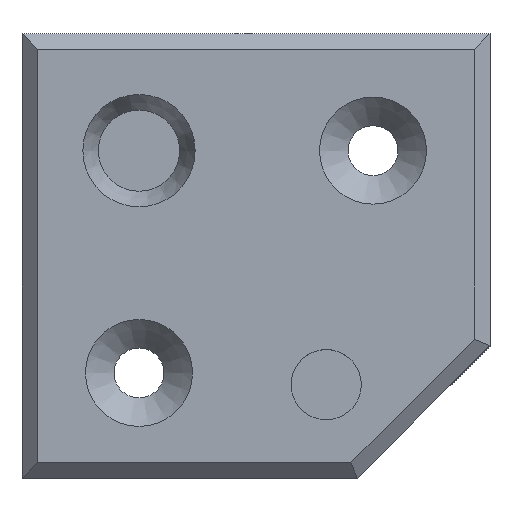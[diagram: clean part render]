
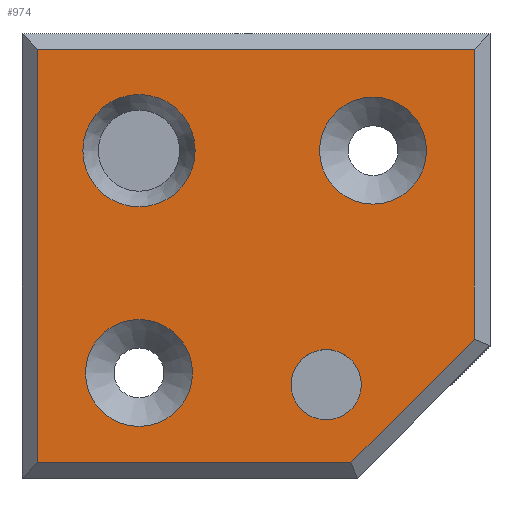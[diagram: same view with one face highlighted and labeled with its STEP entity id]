
A CAD part, top view. The second image highlights one B-rep face of the part: STEP entity #974.
In plain terms, the highlighted planar face has unit normal (0, 0, 1).
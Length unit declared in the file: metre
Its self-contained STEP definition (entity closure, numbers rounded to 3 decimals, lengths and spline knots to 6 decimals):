
#78=CIRCLE('',#1060,0.006855);
#79=CIRCLE('',#1061,0.006855);
#80=CIRCLE('',#1062,0.0072);
#81=CIRCLE('',#1063,0.0045);
#190=ORIENTED_EDGE('',*,*,#427,.F.);
#191=ORIENTED_EDGE('',*,*,#428,.F.);
#192=ORIENTED_EDGE('',*,*,#429,.F.);
#193=ORIENTED_EDGE('',*,*,#430,.F.);
#194=ORIENTED_EDGE('',*,*,#431,.T.);
#195=ORIENTED_EDGE('',*,*,#432,.T.);
#196=ORIENTED_EDGE('',*,*,#433,.T.);
#197=ORIENTED_EDGE('',*,*,#434,.T.);
#198=ORIENTED_EDGE('',*,*,#435,.T.);
#427=EDGE_CURVE('',#545,#545,#78,.T.);
#428=EDGE_CURVE('',#546,#546,#79,.T.);
#429=EDGE_CURVE('',#547,#547,#80,.T.);
#430=EDGE_CURVE('',#548,#548,#81,.T.);
#431=EDGE_CURVE('',#549,#550,#631,.T.);
#432=EDGE_CURVE('',#550,#551,#632,.T.);
#433=EDGE_CURVE('',#551,#552,#633,.T.);
#434=EDGE_CURVE('',#552,#553,#634,.T.);
#435=EDGE_CURVE('',#553,#549,#635,.T.);
#545=VERTEX_POINT('',#1510);
#546=VERTEX_POINT('',#1512);
#547=VERTEX_POINT('',#1514);
#548=VERTEX_POINT('',#1516);
#549=VERTEX_POINT('',#1518);
#550=VERTEX_POINT('',#1519);
#551=VERTEX_POINT('',#1521);
#552=VERTEX_POINT('',#1523);
#553=VERTEX_POINT('',#1525);
#631=LINE('',#1517,#721);
#632=LINE('',#1520,#722);
#633=LINE('',#1522,#723);
#634=LINE('',#1524,#724);
#635=LINE('',#1526,#725);
#721=VECTOR('',#1220,1.);
#722=VECTOR('',#1221,1.);
#723=VECTOR('',#1222,1.);
#724=VECTOR('',#1223,1.);
#725=VECTOR('',#1224,1.);
#790=EDGE_LOOP('',(#190));
#791=EDGE_LOOP('',(#191));
#792=EDGE_LOOP('',(#192));
#793=EDGE_LOOP('',(#193));
#794=EDGE_LOOP('',(#194,#195,#196,#197,#198));
#868=FACE_BOUND('',#790,.T.);
#869=FACE_BOUND('',#791,.T.);
#870=FACE_BOUND('',#792,.T.);
#871=FACE_BOUND('',#793,.T.);
#872=FACE_BOUND('',#794,.T.);
#933=PLANE('',#1059);
#974=ADVANCED_FACE('',(#868,#869,#870,#871,#872),#933,.T.);
#1059=AXIS2_PLACEMENT_3D('',#1508,#1210,#1211);
#1060=AXIS2_PLACEMENT_3D('',#1509,#1212,#1213);
#1061=AXIS2_PLACEMENT_3D('',#1511,#1214,#1215);
#1062=AXIS2_PLACEMENT_3D('',#1513,#1216,#1217);
#1063=AXIS2_PLACEMENT_3D('',#1515,#1218,#1219);
#1210=DIRECTION('',(0.,0.,1.));
#1211=DIRECTION('',(1.,0.,0.));
#1212=DIRECTION('',(0.,0.,1.));
#1213=DIRECTION('',(1.,0.,0.));
#1214=DIRECTION('',(0.,0.,1.));
#1215=DIRECTION('',(1.,0.,0.));
#1216=DIRECTION('',(0.,0.,1.));
#1217=DIRECTION('',(1.,0.,0.));
#1218=DIRECTION('',(0.,0.,1.));
#1219=DIRECTION('',(1.,0.,0.));
#1220=DIRECTION('',(0.707,0.707,0.));
#1221=DIRECTION('',(0.,1.,0.));
#1222=DIRECTION('',(-1.,0.,0.));
#1223=DIRECTION('',(0.,-1.,0.));
#1224=DIRECTION('',(1.,0.,0.));
#1508=CARTESIAN_POINT('',(0.,0.0015,0.036));
#1509=CARTESIAN_POINT('',(-0.015,-0.0135,0.036));
#1510=CARTESIAN_POINT('',(-0.008145,-0.0135,0.036));
#1511=CARTESIAN_POINT('',(0.015,0.015,0.036));
#1512=CARTESIAN_POINT('',(0.021855,0.015,0.036));
#1513=CARTESIAN_POINT('',(-0.015,0.015,0.036));
#1514=CARTESIAN_POINT('',(-0.0078,0.015,0.036));
#1515=CARTESIAN_POINT('',(0.009,-0.015,0.036));
#1516=CARTESIAN_POINT('',(0.0135,-0.015,0.036));
#1517=CARTESIAN_POINT('',(0.019336,-0.017836,0.036));
#1518=CARTESIAN_POINT('',(0.012172,-0.025,0.036));
#1519=CARTESIAN_POINT('',(0.028,-0.009172,0.036));
#1520=CARTESIAN_POINT('',(0.028,0.0015,0.036));
#1521=CARTESIAN_POINT('',(0.028,0.028,0.036));
#1522=CARTESIAN_POINT('',(-0.03,0.028,0.036));
#1523=CARTESIAN_POINT('',(-0.028,0.028,0.036));
#1524=CARTESIAN_POINT('',(-0.028,-0.027,0.036));
#1525=CARTESIAN_POINT('',(-0.028,-0.025,0.036));
#1526=CARTESIAN_POINT('',(0.013,-0.025,0.036));
